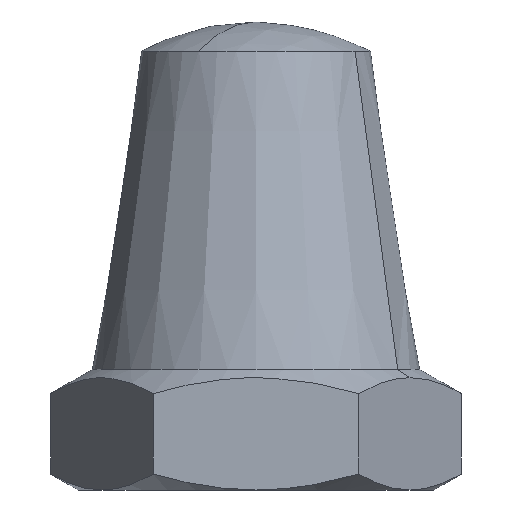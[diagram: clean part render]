
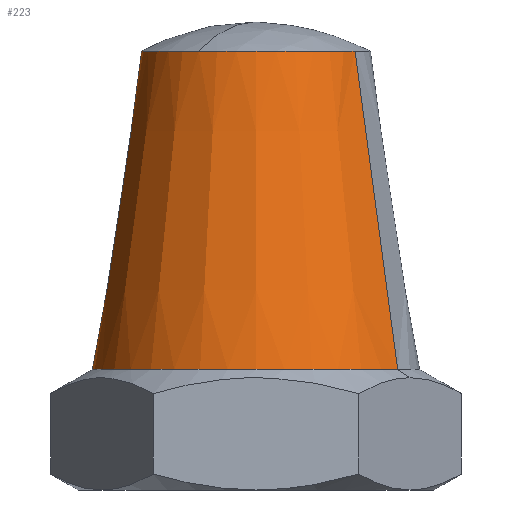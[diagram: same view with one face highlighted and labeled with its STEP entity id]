
A CAD part, left-side view. The second image highlights one B-rep face of the part: STEP entity #223.
In plain terms, the highlighted conical face has half-angle 8.786 degrees and reference radius 8.74 mm.
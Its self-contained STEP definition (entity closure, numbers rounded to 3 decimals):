
#22 = ORIENTED_EDGE ( 'NONE', *, *, #500, .T. ) ;
#80 = EDGE_CURVE ( 'NONE', #145, #273, #185, .T. ) ;
#97 = DIRECTION ( 'NONE',  ( 0.5, 0.866, 0. ) ) ;
#128 = LINE ( 'NONE', #247, #554 ) ;
#138 = CARTESIAN_POINT ( 'NONE',  ( 4.37, 7.569, 6.439 ) ) ;
#140 = AXIS2_PLACEMENT_3D ( 'NONE', #760, #775, #97 ) ;
#145 = VERTEX_POINT ( 'NONE', #204 ) ;
#163 = EDGE_CURVE ( 'NONE', #699, #273, #191, .T. ) ;
#185 = CIRCLE ( 'NONE', #563, 8.74 ) ;
#191 = LINE ( 'NONE', #138, #704 ) ;
#204 = CARTESIAN_POINT ( 'NONE',  ( -4.37, -7.569, 6.439 ) ) ;
#223 = ADVANCED_FACE ( 'NONE', ( #647 ), #744, .T. ) ;
#233 = EDGE_CURVE ( 'NONE', #379, #787, #465, .T. ) ;
#247 = CARTESIAN_POINT ( 'NONE',  ( -4.37, -7.569, 6.439 ) ) ;
#255 = DIRECTION ( 'NONE',  ( 0.5, 0.866, 0. ) ) ;
#260 = CARTESIAN_POINT ( 'NONE',  ( 0., 0., 6.439 ) ) ;
#273 = VERTEX_POINT ( 'NONE', #644 ) ;
#296 = CARTESIAN_POINT ( 'NONE',  ( -5.294, 3.056, 23.439 ) ) ;
#330 = CIRCLE ( 'NONE', #555, 6.112 ) ;
#354 = AXIS2_PLACEMENT_3D ( 'NONE', #701, #577, #697 ) ;
#379 = VERTEX_POINT ( 'NONE', #653 ) ;
#381 = DIRECTION ( 'NONE',  ( 0.076, 0.132, -0.988 ) ) ;
#435 = ORIENTED_EDGE ( 'NONE', *, *, #80, .F. ) ;
#438 = ORIENTED_EDGE ( 'NONE', *, *, #559, .F. ) ;
#440 = DIRECTION ( 'NONE',  ( 0., 0., -1. ) ) ;
#465 = CIRCLE ( 'NONE', #354, 6.112 ) ;
#495 = DIRECTION ( 'NONE',  ( 0., 0., -1. ) ) ;
#500 = EDGE_CURVE ( 'NONE', #787, #699, #330, .T. ) ;
#501 = EDGE_LOOP ( 'NONE', ( #438, #574, #22, #782, #435 ) ) ;
#554 = VECTOR ( 'NONE', #613, 1000. ) ;
#555 = AXIS2_PLACEMENT_3D ( 'NONE', #757, #440, #623 ) ;
#559 = EDGE_CURVE ( 'NONE', #379, #145, #128, .T. ) ;
#563 = AXIS2_PLACEMENT_3D ( 'NONE', #260, #495, #255 ) ;
#574 = ORIENTED_EDGE ( 'NONE', *, *, #233, .T. ) ;
#577 = DIRECTION ( 'NONE',  ( 0., 0., -1. ) ) ;
#613 = DIRECTION ( 'NONE',  ( -0.076, -0.132, -0.988 ) ) ;
#623 = DIRECTION ( 'NONE',  ( 0.5, 0.866, 0. ) ) ;
#644 = CARTESIAN_POINT ( 'NONE',  ( 4.37, 7.569, 6.439 ) ) ;
#647 = FACE_OUTER_BOUND ( 'NONE', #501, .T. ) ;
#653 = CARTESIAN_POINT ( 'NONE',  ( -3.056, -5.294, 23.439 ) ) ;
#660 = CARTESIAN_POINT ( 'NONE',  ( 3.056, 5.294, 23.439 ) ) ;
#697 = DIRECTION ( 'NONE',  ( 0.5, 0.866, 0. ) ) ;
#699 = VERTEX_POINT ( 'NONE', #660 ) ;
#701 = CARTESIAN_POINT ( 'NONE',  ( 0., 0., 23.439 ) ) ;
#704 = VECTOR ( 'NONE', #381, 1000. ) ;
#744 = CONICAL_SURFACE ( 'NONE', #140, 8.74, 0.153 ) ;
#757 = CARTESIAN_POINT ( 'NONE',  ( 0., 0., 23.439 ) ) ;
#760 = CARTESIAN_POINT ( 'NONE',  ( 0., 0., 6.439 ) ) ;
#775 = DIRECTION ( 'NONE',  ( 0., 0., -1. ) ) ;
#782 = ORIENTED_EDGE ( 'NONE', *, *, #163, .T. ) ;
#787 = VERTEX_POINT ( 'NONE', #296 ) ;
